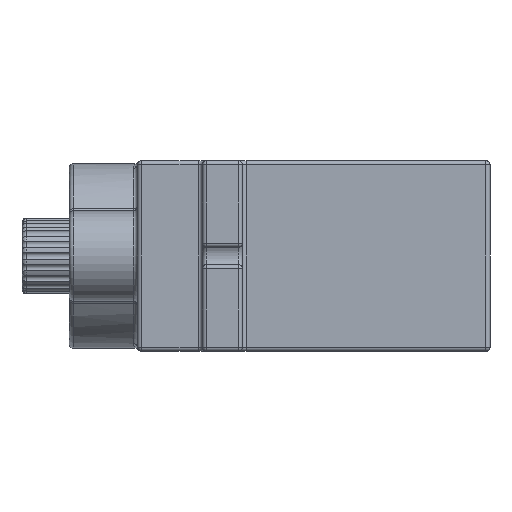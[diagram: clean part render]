
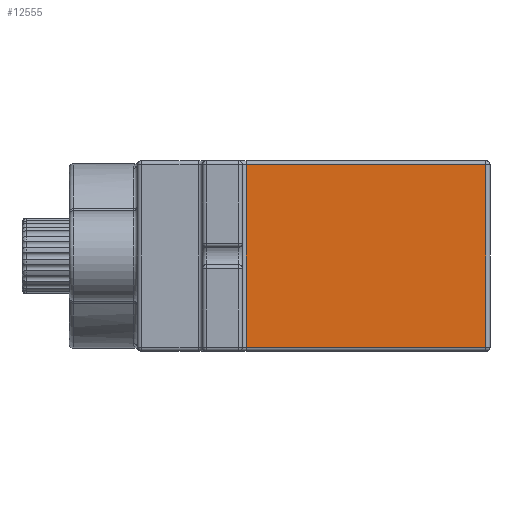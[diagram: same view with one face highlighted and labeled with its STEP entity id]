
A CAD part, left-side view. The second image highlights one B-rep face of the part: STEP entity #12555.
In plain terms, the highlighted planar face has unit normal (-1, 0, 0).
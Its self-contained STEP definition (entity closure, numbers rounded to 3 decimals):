
#2307=FACE_OUTER_BOUND('',#3071,.T.);
#3071=EDGE_LOOP('',(#11299,#11300,#11301,#11302));
#3952=LINE('',#25130,#4802);
#3954=LINE('',#25133,#4804);
#3955=LINE('',#25135,#4805);
#3958=LINE('',#25159,#4808);
#4802=VECTOR('',#14882,10.);
#4804=VECTOR('',#14886,10.);
#4805=VECTOR('',#14889,10.);
#4808=VECTOR('',#14902,10.);
#5903=VERTEX_POINT('',#24937);
#5906=VERTEX_POINT('',#24944);
#5921=VERTEX_POINT('',#25001);
#5924=VERTEX_POINT('',#25008);
#7731=EDGE_CURVE('',#5921,#5924,#3952,.T.);
#7733=EDGE_CURVE('',#5924,#5906,#3954,.T.);
#7734=EDGE_CURVE('',#5903,#5921,#3955,.T.);
#7740=EDGE_CURVE('',#5906,#5903,#3958,.T.);
#11299=ORIENTED_EDGE('',*,*,#7731,.F.);
#11300=ORIENTED_EDGE('',*,*,#7734,.F.);
#11301=ORIENTED_EDGE('',*,*,#7740,.F.);
#11302=ORIENTED_EDGE('',*,*,#7733,.F.);
#11914=PLANE('',#13093);
#12555=ADVANCED_FACE('',(#2307),#11914,.T.);
#13093=AXIS2_PLACEMENT_3D('',#25200,#14967,#14968);
#14882=DIRECTION('',(0.,0.,-1.));
#14886=DIRECTION('',(0.,1.,0.));
#14889=DIRECTION('',(0.,-1.,0.));
#14902=DIRECTION('',(0.,0.,1.));
#14967=DIRECTION('center_axis',(-1.,0.,0.));
#14968=DIRECTION('ref_axis',(0.,0.,1.));
#24937=CARTESIAN_POINT('',(-11.278,15.443,5.791));
#24944=CARTESIAN_POINT('',(-11.278,15.443,-5.791));
#25001=CARTESIAN_POINT('',(-11.278,0.254,5.791));
#25008=CARTESIAN_POINT('',(-11.278,0.254,-5.791));
#25130=CARTESIAN_POINT('',(-11.278,0.254,-3.023));
#25133=CARTESIAN_POINT('',(-11.278,0.,-5.791));
#25135=CARTESIAN_POINT('',(-11.278,0.,5.791));
#25159=CARTESIAN_POINT('',(-11.278,15.443,-3.023));
#25200=CARTESIAN_POINT('Origin',(-11.278,0.,-6.045));
